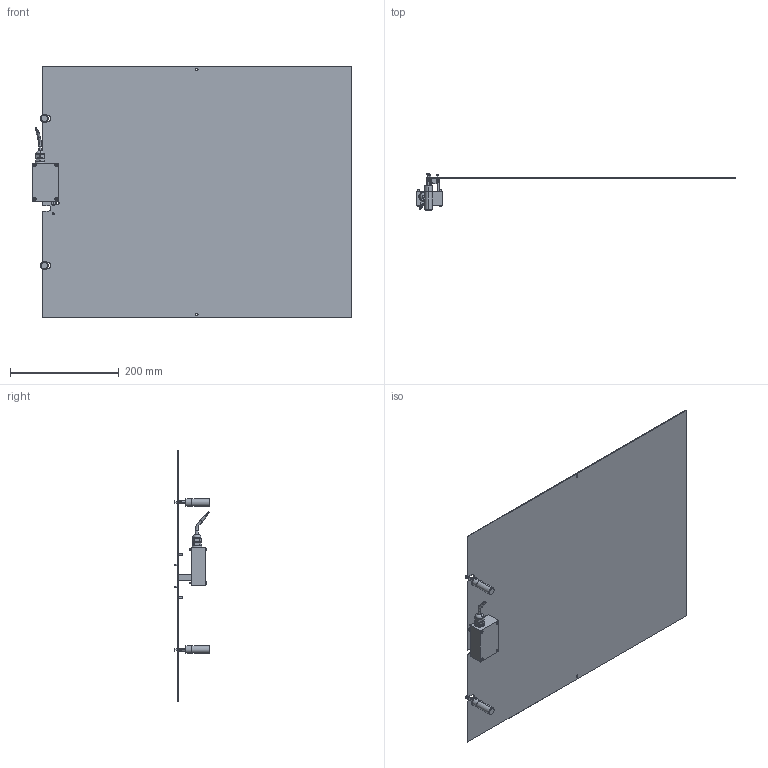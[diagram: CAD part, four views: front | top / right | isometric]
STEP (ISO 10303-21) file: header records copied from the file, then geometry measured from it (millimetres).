
FILE_DESCRIPTION (( 'STEP AP214' ), '1' );
FILE_NAME ('INGUN_114716.STEP', '2025-07-11T06:50:05', ( '' ), ( '' ), 'SwSTEP 2.0', 'SolidWorks 2023', '' );
FILE_SCHEMA (( 'AUTOMOTIVE_DESIGN' ));
Length unit declared in the file: millimetre
Products named in the file (16): DIN7991~n_M03,0x010; 43644~0; 116134~1_S; 105685~3_KUNDE<S>; DIN7991~n_M03,0x012; 110425~4_KUNDE<S>; 110514~0_S; 102736~2; INGUN_114716; 114732~0; SKB-II~skii_M3,0x40 St; ISO7380~n_M03,0x030; K_116777~0_S; 104132~2_S; 114726~0_S; 105682~1_S
Assembly tree (24 placements, depth 3):
  INGUN_114716
    105685~3_KUNDE<S>
      110425~4_KUNDE<S>
      110514~0_S
      43644~0
      ISO7380~n_M03,0x030  x4
      K_116777~0_S
      116134~1_S
    105682~1_S
    114726~0_S
    DIN7991~n_M03,0x010  x2
    104132~2_S  x2
    102736~2  x2
    DIN7991~n_M03,0x012  x2
    SKB-II~skii_M3,0x40 St  x2
    114732~0  x2
Bounding box: 586.1 x 65.8 x 462 mm (x, y, z)
Volume: 501149 mm3; surface area: 562743.4 mm2
Topology: 27 solids, 27 shells, 729 faces, 1789 edges, 1151 vertices
Faces by surface type: cylinder 340, plane 253, cone 99, bspline 19, torus 18
Entity records: 18509 total; most frequent: CARTESIAN_POINT 4586, DIRECTION 2675, ORIENTED_EDGE 2500, EDGE_CURVE 1250, AXIS2_PLACEMENT_3D 994, VERTEX_POINT 814, LINE 687, VECTOR 687
